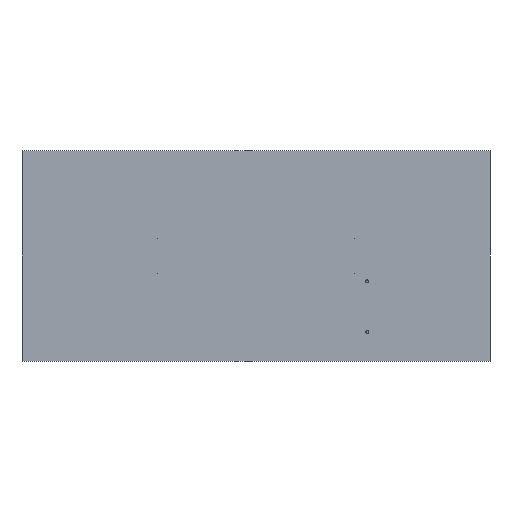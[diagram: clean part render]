
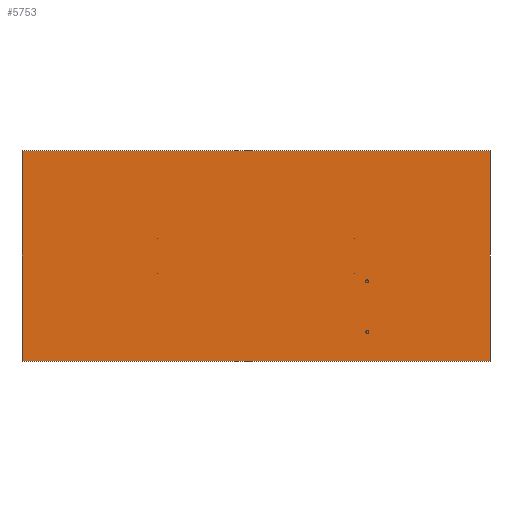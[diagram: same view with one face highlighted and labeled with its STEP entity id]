
A CAD part, front view. The second image highlights one B-rep face of the part: STEP entity #5753.
In plain terms, the highlighted planar face has unit normal (0, -1, 0).
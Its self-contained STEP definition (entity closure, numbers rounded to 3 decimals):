
#5638=DIRECTION('',(1.,0.,0.));
#5639=VECTOR('',#5638,2000.);
#5640=CARTESIAN_POINT('',(-1000.,-2.,-450.));
#5641=LINE('',#5640,#5639);
#5642=DIRECTION('',(0.,0.,-1.));
#5643=VECTOR('',#5642,900.);
#5644=CARTESIAN_POINT('',(-1000.,-2.,450.));
#5645=LINE('',#5644,#5643);
#5646=DIRECTION('',(-1.,0.,0.));
#5647=VECTOR('',#5646,2000.);
#5648=CARTESIAN_POINT('',(1000.,-2.,450.));
#5649=LINE('',#5648,#5647);
#5650=DIRECTION('',(0.,0.,1.));
#5651=VECTOR('',#5650,900.);
#5652=CARTESIAN_POINT('',(1000.,-2.,-450.));
#5653=LINE('',#5652,#5651);
#5662=CARTESIAN_POINT('',(-1000.,-2.,-450.));
#5663=CARTESIAN_POINT('',(1000.,-2.,-450.));
#5664=VERTEX_POINT('',#5662);
#5665=VERTEX_POINT('',#5663);
#5666=CARTESIAN_POINT('',(1000.,-2.,450.));
#5667=VERTEX_POINT('',#5666);
#5668=CARTESIAN_POINT('',(-1000.,-2.,450.));
#5669=VERTEX_POINT('',#5668);
#5742=CARTESIAN_POINT('',(0.,-2.,0.));
#5743=DIRECTION('',(0.,-1.,0.));
#5744=DIRECTION('',(1.,0.,0.));
#5745=AXIS2_PLACEMENT_3D('',#5742,#5743,#5744);
#5746=PLANE('',#5745);
#5747=ORIENTED_EDGE('',*,*,#5694,.F.);
#5748=ORIENTED_EDGE('',*,*,#5709,.F.);
#5749=ORIENTED_EDGE('',*,*,#5723,.F.);
#5750=ORIENTED_EDGE('',*,*,#5736,.F.);
#5751=EDGE_LOOP('',(#5747,#5748,#5749,#5750));
#5752=FACE_OUTER_BOUND('',#5751,.F.);
#5753=ADVANCED_FACE('',(#5752),#5746,.T.);
#5694=EDGE_CURVE('',#5664,#5665,#5641,.T.);
#5709=EDGE_CURVE('',#5669,#5664,#5645,.T.);
#5723=EDGE_CURVE('',#5667,#5669,#5649,.T.);
#5736=EDGE_CURVE('',#5665,#5667,#5653,.T.);
